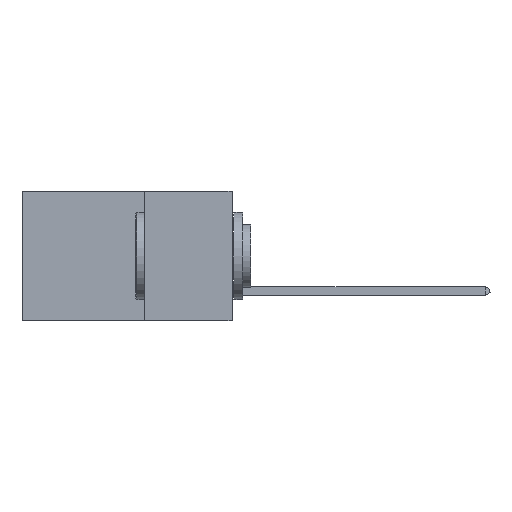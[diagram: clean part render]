
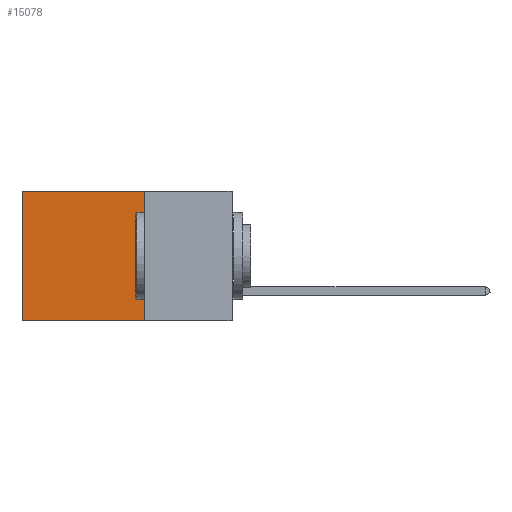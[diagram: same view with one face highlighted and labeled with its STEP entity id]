
A CAD part, left-side view. The second image highlights one B-rep face of the part: STEP entity #15078.
In plain terms, the highlighted planar face has unit normal (-1, 0, 0).
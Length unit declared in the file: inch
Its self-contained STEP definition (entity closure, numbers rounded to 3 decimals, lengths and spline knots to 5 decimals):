
#1861 = CARTESIAN_POINT ( 'NONE',  ( 0.2875, 0.25, -0.37 ) ) ;
#2212 = CARTESIAN_POINT ( 'NONE',  ( 0.2875, 0.25, 0. ) ) ;
#2803 = VECTOR ( 'NONE', #21453, 39.37008 ) ;
#3399 = VECTOR ( 'NONE', #26309, 39.37008 ) ;
#3805 = LINE ( 'NONE', #2212, #3399 ) ;
#4441 = ORIENTED_EDGE ( 'NONE', *, *, #23851, .F. ) ;
#5565 = VERTEX_POINT ( 'NONE', #18444 ) ;
#5714 = ORIENTED_EDGE ( 'NONE', *, *, #31946, .F. ) ;
#6695 = CARTESIAN_POINT ( 'NONE',  ( 0.2875, 0.25, 0. ) ) ;
#7166 = AXIS2_PLACEMENT_3D ( 'NONE', #6695, #14501, #25086 ) ;
#7491 = VERTEX_POINT ( 'NONE', #17007 ) ;
#7716 = CARTESIAN_POINT ( 'NONE',  ( 0.2875, 0.25, 0. ) ) ;
#8013 = CARTESIAN_POINT ( 'NONE',  ( 0.2875, 0.25, -0.37 ) ) ;
#10389 = DIRECTION ( 'NONE',  ( 0., 1., 0. ) ) ;
#13287 = VERTEX_POINT ( 'NONE', #29235 ) ;
#14501 = DIRECTION ( 'NONE',  ( 1., 0., 0. ) ) ;
#15078 = ADVANCED_FACE ( 'NONE', ( #23989 ), #28014, .F. ) ;
#15296 = LINE ( 'NONE', #18438, #2803 ) ;
#17007 = CARTESIAN_POINT ( 'NONE',  ( 0.2875, 0.6, 0. ) ) ;
#17994 = EDGE_CURVE ( 'NONE', #5565, #7491, #32147, .T. ) ;
#18438 = CARTESIAN_POINT ( 'NONE',  ( 0.2875, 0.6, 0. ) ) ;
#18444 = CARTESIAN_POINT ( 'NONE',  ( 0.2875, 0.25, 0. ) ) ;
#18981 = ORIENTED_EDGE ( 'NONE', *, *, #30803, .T. ) ;
#20437 = VECTOR ( 'NONE', #10389, 39.37008 ) ;
#21377 = DIRECTION ( 'NONE',  ( 0., 1., 0. ) ) ;
#21453 = DIRECTION ( 'NONE',  ( 0., 0., -1. ) ) ;
#22724 = ORIENTED_EDGE ( 'NONE', *, *, #17994, .T. ) ;
#23851 = EDGE_CURVE ( 'NONE', #5565, #33850, #3805, .T. ) ;
#23989 = FACE_OUTER_BOUND ( 'NONE', #31959, .T. ) ;
#25086 = DIRECTION ( 'NONE',  ( 0., 0., -1. ) ) ;
#26309 = DIRECTION ( 'NONE',  ( 0., 0., -1. ) ) ;
#28014 = PLANE ( 'NONE',  #7166 ) ;
#29235 = CARTESIAN_POINT ( 'NONE',  ( 0.2875, 0.6, -0.37 ) ) ;
#30803 = EDGE_CURVE ( 'NONE', #7491, #13287, #15296, .T. ) ;
#31946 = EDGE_CURVE ( 'NONE', #33850, #13287, #33200, .T. ) ;
#31959 = EDGE_LOOP ( 'NONE', ( #18981, #5714, #4441, #22724 ) ) ;
#32147 = LINE ( 'NONE', #7716, #20437 ) ;
#33200 = LINE ( 'NONE', #8013, #33611 ) ;
#33611 = VECTOR ( 'NONE', #21377, 39.37008 ) ;
#33850 = VERTEX_POINT ( 'NONE', #1861 ) ;
